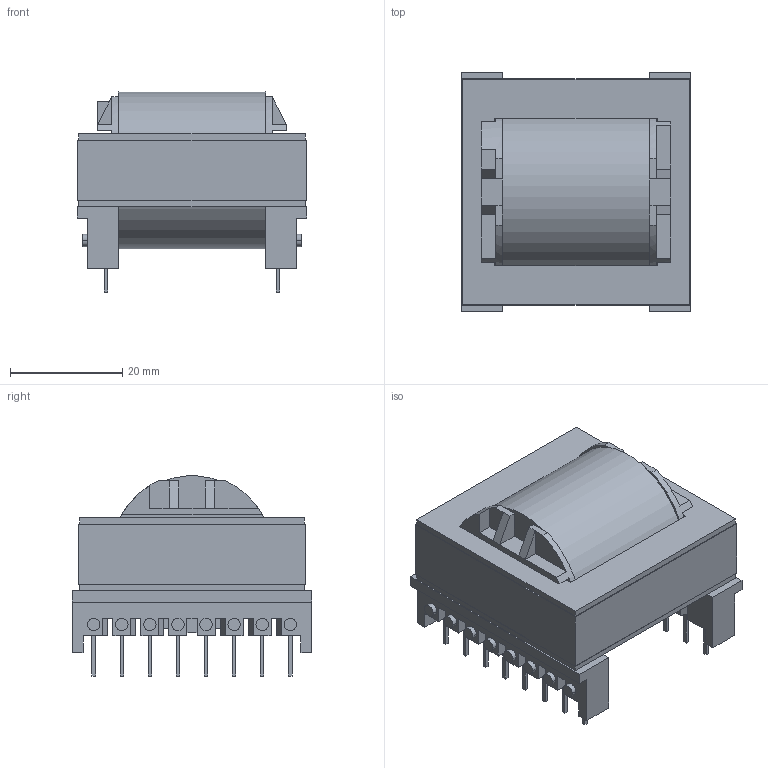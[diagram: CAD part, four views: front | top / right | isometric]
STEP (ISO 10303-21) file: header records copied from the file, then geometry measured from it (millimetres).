
FILE_DESCRIPTION(/* description */ ('Unknown'),/* implementation_level */ '2;1');
FILE_NAME(/* name */ 'T_Wurth_WE-OLTI-ETD39_750315340',/* time_stamp */ '2025-10-20T14:57:17+08:00',/* author */ ('Unknown'),/* organization */ ('Unknown'),/* preprocessor_version */ 'ST-DEVELOPER v19.4',/* originating_system */ 'Solid Edge',/* authorisation */ 'Unknown');
FILE_SCHEMA (('AUTOMOTIVE_DESIGN {1 0 10303 214 3 1 1}'));
Length unit declared in the file: millimetre
Products named in the file (2): T_Wurth_WE-OLTI-ETD39_750315340
Assembly tree (1 placements, depth 2):
  T_Wurth_WE-OLTI-ETD39_750315340
    T_Wurth_WE-OLTI-ETD39_750315340
Bounding box: 41 x 42.7 x 35.66 mm (x, y, z)
Volume: 31801.3 mm3; surface area: 17126.8 mm2
Topology: 2 solids, 2 shells, 323 faces, 835 edges, 548 vertices
Faces by surface type: plane 274, cylinder 49
Entity records: 12051 total; most frequent: CARTESIAN_POINT 1708, ORIENTED_EDGE 1670, DIRECTION 1615, EDGE_CURVE 835, LINE 705, VECTOR 705, VERTEX_POINT 548, AXIS2_PLACEMENT_3D 455
